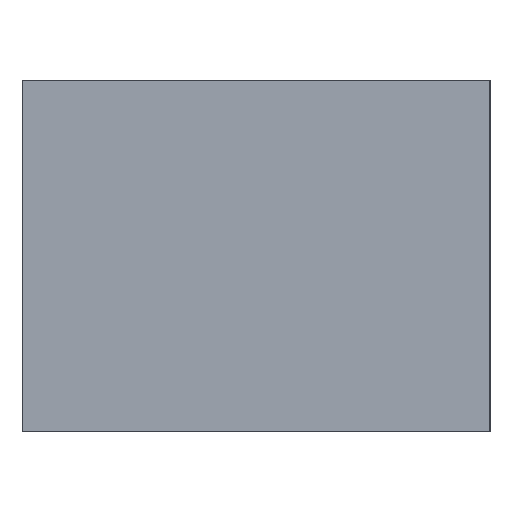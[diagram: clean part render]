
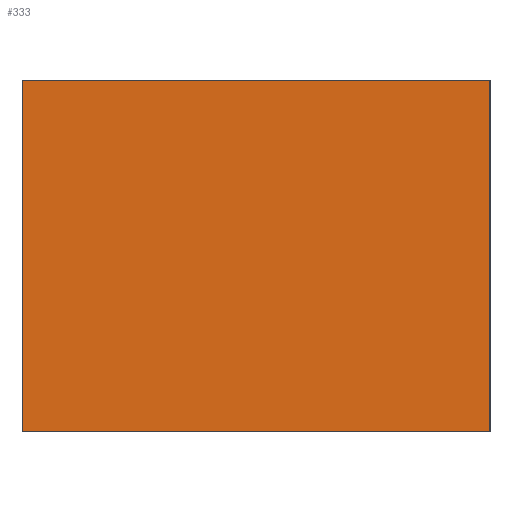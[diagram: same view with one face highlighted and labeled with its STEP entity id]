
A CAD part, left-side view. The second image highlights one B-rep face of the part: STEP entity #333.
In plain terms, the highlighted planar face has unit normal (-1, 0, 0).
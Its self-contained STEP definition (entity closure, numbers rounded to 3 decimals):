
#8 = CARTESIAN_POINT ( 'NONE',  ( 0., 0., 0. ) ) ;
#11 = CARTESIAN_POINT ( 'NONE',  ( 0., 101.6, 0. ) ) ;
#15 = VERTEX_POINT ( 'NONE', #57 ) ;
#35 = VERTEX_POINT ( 'NONE', #37 ) ;
#37 = CARTESIAN_POINT ( 'NONE',  ( 0., 101.6, -76.2 ) ) ;
#43 = CARTESIAN_POINT ( 'NONE',  ( 0., 101.6, -76.2 ) ) ;
#45 = VERTEX_POINT ( 'NONE', #8 ) ;
#57 = CARTESIAN_POINT ( 'NONE',  ( 0., 0., -76.2 ) ) ;
#60 = VERTEX_POINT ( 'NONE', #11 ) ;
#84 = CARTESIAN_POINT ( 'NONE',  ( 0., 0., 0. ) ) ;
#97 = CARTESIAN_POINT ( 'NONE',  ( 0., 101.6, 0. ) ) ;
#115 = PLANE ( 'NONE',  #310 ) ;
#119 = DIRECTION ( 'NONE',  ( 0., -1., 0. ) ) ;
#126 = CARTESIAN_POINT ( 'NONE',  ( 0., 101.6, 0. ) ) ;
#134 = DIRECTION ( 'NONE',  ( 0., 0., 1. ) ) ;
#139 = CARTESIAN_POINT ( 'NONE',  ( 0., 101.6, 0. ) ) ;
#160 = DIRECTION ( 'NONE',  ( 0., -1., 0. ) ) ;
#170 = DIRECTION ( 'NONE',  ( 1., 0., 0. ) ) ;
#171 = DIRECTION ( 'NONE',  ( 0., 0., -1. ) ) ;
#221 = DIRECTION ( 'NONE',  ( 0., 0., 1. ) ) ;
#254 = EDGE_CURVE ( 'NONE', #35, #15, #463, .T. ) ;
#268 = EDGE_CURVE ( 'NONE', #35, #60, #518, .T. ) ;
#275 = EDGE_CURVE ( 'NONE', #60, #45, #502, .T. ) ;
#282 = EDGE_CURVE ( 'NONE', #15, #45, #444, .T. ) ;
#310 = AXIS2_PLACEMENT_3D ( 'NONE', #97, #170, #171 ) ;
#333 = ADVANCED_FACE ( 'NONE', ( #530 ), #115, .F. ) ;
#373 = ORIENTED_EDGE ( 'NONE', *, *, #268, .F. ) ;
#375 = ORIENTED_EDGE ( 'NONE', *, *, #254, .T. ) ;
#402 = VECTOR ( 'NONE', #221, 1000. ) ;
#414 = VECTOR ( 'NONE', #134, 1000. ) ;
#439 = ORIENTED_EDGE ( 'NONE', *, *, #282, .T. ) ;
#444 = LINE ( 'NONE', #84, #414 ) ;
#463 = LINE ( 'NONE', #43, #471 ) ;
#471 = VECTOR ( 'NONE', #119, 1000. ) ;
#488 = ORIENTED_EDGE ( 'NONE', *, *, #275, .F. ) ;
#500 = VECTOR ( 'NONE', #160, 1000. ) ;
#502 = LINE ( 'NONE', #126, #500 ) ;
#512 = EDGE_LOOP ( 'NONE', ( #439, #488, #373, #375 ) ) ;
#518 = LINE ( 'NONE', #139, #402 ) ;
#530 = FACE_OUTER_BOUND ( 'NONE', #512, .T. ) ;
